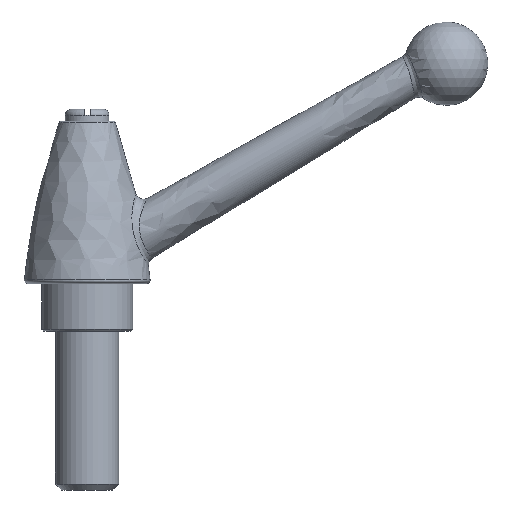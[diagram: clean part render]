
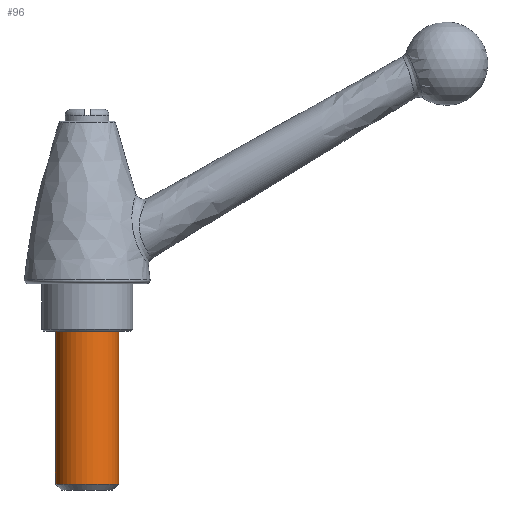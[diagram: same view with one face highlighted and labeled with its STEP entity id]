
A CAD part, front view. The second image highlights one B-rep face of the part: STEP entity #96.
In plain terms, the highlighted cylindrical face has radius 8 mm (diameter 16 mm), a full revolution.
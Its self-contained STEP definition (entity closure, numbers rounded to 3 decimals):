
#96 = ADVANCED_FACE( '', ( #203, #204 ), #205, .T. );
#203 = FACE_OUTER_BOUND( '', #5238, .T. );
#204 = FACE_OUTER_BOUND( '', #5239, .T. );
#205 = CYLINDRICAL_SURFACE( '', #5240, 8. );
#5238 = EDGE_LOOP( '', ( #5383 ) );
#5239 = EDGE_LOOP( '', ( #5384 ) );
#5240 = AXIS2_PLACEMENT_3D( '', #5385, #5386, #5387 );
#5383 = ORIENTED_EDGE( '', *, *, #5455, .T. );
#5384 = ORIENTED_EDGE( '', *, *, #5447, .T. );
#5385 = CARTESIAN_POINT( '', ( 0., 0., -52. ) );
#5386 = DIRECTION( '', ( 0., 0., -1. ) );
#5387 = DIRECTION( '', ( 0., -1., 0. ) );
#5447 = EDGE_CURVE( '', #5528, #5528, #5529, .F. );
#5455 = EDGE_CURVE( '', #5538, #5538, #5539, .F. );
#5528 = VERTEX_POINT( '', #7796 );
#5529 = CIRCLE( '', #7797, 8. );
#5538 = VERTEX_POINT( '', #7806 );
#5539 = CIRCLE( '', #7807, 8. );
#7796 = CARTESIAN_POINT( '', ( 0., -8., -12. ) );
#7797 = AXIS2_PLACEMENT_3D( '', #7847, #7848, #7849 );
#7806 = CARTESIAN_POINT( '', ( 0., 8., -50.5 ) );
#7807 = AXIS2_PLACEMENT_3D( '', #7859, #7860, #7861 );
#7847 = CARTESIAN_POINT( '', ( 0., 0., -12. ) );
#7848 = DIRECTION( '', ( 0., 0., 1. ) );
#7849 = DIRECTION( '', ( 0., -1., 0. ) );
#7859 = CARTESIAN_POINT( '', ( 0., 0., -50.5 ) );
#7860 = DIRECTION( '', ( 0., 0., -1. ) );
#7861 = DIRECTION( '', ( 0., 1., 0. ) );
